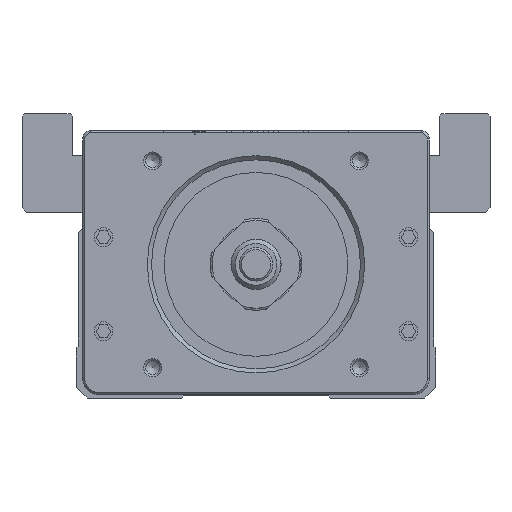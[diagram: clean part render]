
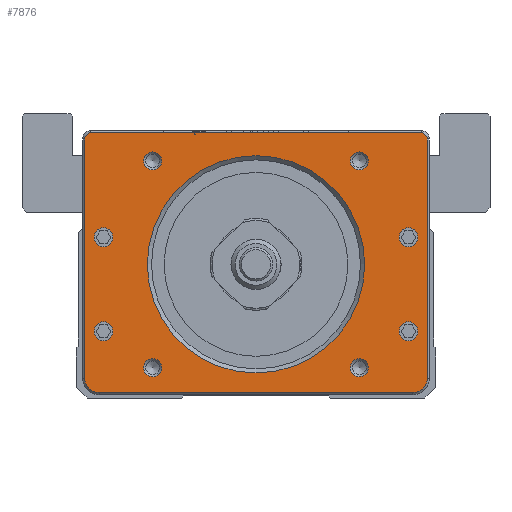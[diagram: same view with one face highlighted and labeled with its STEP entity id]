
A CAD part, front view. The second image highlights one B-rep face of the part: STEP entity #7876.
In plain terms, the highlighted planar face has unit normal (0, -1, 0).
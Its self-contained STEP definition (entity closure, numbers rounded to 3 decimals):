
#854=PLANE('',#25272);
#3681=LINE('',#37849,#5968);
#3682=LINE('',#37854,#5969);
#3683=LINE('',#37858,#5970);
#3684=LINE('',#37862,#5971);
#5968=VECTOR('',#29879,1.);
#5969=VECTOR('',#29882,1.);
#5970=VECTOR('',#29885,1.);
#5971=VECTOR('',#29888,1.);
#7876=ADVANCED_FACE('',(#9146,#9147,#9148,#9149,#9150,#9151,#9152,#9153,
#9154,#9155),#854,.F.);
#9146=FACE_BOUND('',#10497,.T.);
#9147=FACE_BOUND('',#10498,.T.);
#9148=FACE_BOUND('',#10499,.T.);
#9149=FACE_BOUND('',#10500,.T.);
#9150=FACE_BOUND('',#10501,.T.);
#9151=FACE_BOUND('',#10502,.T.);
#9152=FACE_BOUND('',#10503,.T.);
#9153=FACE_BOUND('',#10504,.T.);
#9154=FACE_BOUND('',#10505,.T.);
#9155=FACE_BOUND('',#10506,.T.);
#10497=EDGE_LOOP('',(#14929));
#10498=EDGE_LOOP('',(#14930));
#10499=EDGE_LOOP('',(#14931));
#10500=EDGE_LOOP('',(#14932));
#10501=EDGE_LOOP('',(#14933));
#10502=EDGE_LOOP('',(#14934,#14935,#14936,#14937,#14938,#14939,#14940,#14941));
#10503=EDGE_LOOP('',(#14942));
#10504=EDGE_LOOP('',(#14943));
#10505=EDGE_LOOP('',(#14944));
#10506=EDGE_LOOP('',(#14945));
#14929=ORIENTED_EDGE('',*,*,#22084,.T.);
#14930=ORIENTED_EDGE('',*,*,#22085,.T.);
#14931=ORIENTED_EDGE('',*,*,#22086,.T.);
#14932=ORIENTED_EDGE('',*,*,#22087,.T.);
#14933=ORIENTED_EDGE('',*,*,#22088,.T.);
#14934=ORIENTED_EDGE('',*,*,#22089,.T.);
#14935=ORIENTED_EDGE('',*,*,#22090,.T.);
#14936=ORIENTED_EDGE('',*,*,#22091,.T.);
#14937=ORIENTED_EDGE('',*,*,#22092,.T.);
#14938=ORIENTED_EDGE('',*,*,#22093,.T.);
#14939=ORIENTED_EDGE('',*,*,#22094,.T.);
#14940=ORIENTED_EDGE('',*,*,#22095,.T.);
#14941=ORIENTED_EDGE('',*,*,#22096,.T.);
#14942=ORIENTED_EDGE('',*,*,#22097,.T.);
#14943=ORIENTED_EDGE('',*,*,#22098,.T.);
#14944=ORIENTED_EDGE('',*,*,#22099,.T.);
#14945=ORIENTED_EDGE('',*,*,#22100,.T.);
#19303=VERTEX_POINT('',#37840);
#19304=VERTEX_POINT('',#37842);
#19305=VERTEX_POINT('',#37844);
#19306=VERTEX_POINT('',#37846);
#19307=VERTEX_POINT('',#37848);
#19308=VERTEX_POINT('',#37850);
#19309=VERTEX_POINT('',#37851);
#19310=VERTEX_POINT('',#37853);
#19311=VERTEX_POINT('',#37855);
#19312=VERTEX_POINT('',#37857);
#19313=VERTEX_POINT('',#37859);
#19314=VERTEX_POINT('',#37861);
#19315=VERTEX_POINT('',#37863);
#19316=VERTEX_POINT('',#37866);
#19317=VERTEX_POINT('',#37868);
#19318=VERTEX_POINT('',#37870);
#19319=VERTEX_POINT('',#37872);
#22084=EDGE_CURVE('',#19303,#19303,#23821,.T.);
#22085=EDGE_CURVE('',#19304,#19304,#23822,.T.);
#22086=EDGE_CURVE('',#19305,#19305,#23823,.T.);
#22087=EDGE_CURVE('',#19306,#19306,#23824,.T.);
#22088=EDGE_CURVE('',#19307,#19307,#23825,.T.);
#22089=EDGE_CURVE('',#19308,#19309,#3681,.T.);
#22090=EDGE_CURVE('',#19309,#19310,#23826,.T.);
#22091=EDGE_CURVE('',#19310,#19311,#3682,.T.);
#22092=EDGE_CURVE('',#19311,#19312,#23827,.T.);
#22093=EDGE_CURVE('',#19312,#19313,#3683,.T.);
#22094=EDGE_CURVE('',#19313,#19314,#23828,.T.);
#22095=EDGE_CURVE('',#19314,#19315,#3684,.T.);
#22096=EDGE_CURVE('',#19315,#19308,#23829,.T.);
#22097=EDGE_CURVE('',#19316,#19316,#23830,.T.);
#22098=EDGE_CURVE('',#19317,#19317,#23831,.T.);
#22099=EDGE_CURVE('',#19318,#19318,#23832,.T.);
#22100=EDGE_CURVE('',#19319,#19319,#23833,.T.);
#23821=CIRCLE('',#25259,2.15);
#23822=CIRCLE('',#25260,2.15);
#23823=CIRCLE('',#25261,2.15);
#23824=CIRCLE('',#25262,2.15);
#23825=CIRCLE('',#25263,26.);
#23826=CIRCLE('',#25264,1.5);
#23827=CIRCLE('',#25265,1.5);
#23828=CIRCLE('',#25266,3.5);
#23829=CIRCLE('',#25267,3.5);
#23830=CIRCLE('',#25268,2.25);
#23831=CIRCLE('',#25269,2.25);
#23832=CIRCLE('',#25270,2.25);
#23833=CIRCLE('',#25271,2.25);
#25259=AXIS2_PLACEMENT_3D('',#37839,#29869,#29870);
#25260=AXIS2_PLACEMENT_3D('',#37841,#29871,#29872);
#25261=AXIS2_PLACEMENT_3D('',#37843,#29873,#29874);
#25262=AXIS2_PLACEMENT_3D('',#37845,#29875,#29876);
#25263=AXIS2_PLACEMENT_3D('',#37847,#29877,#29878);
#25264=AXIS2_PLACEMENT_3D('',#37852,#29880,#29881);
#25265=AXIS2_PLACEMENT_3D('',#37856,#29883,#29884);
#25266=AXIS2_PLACEMENT_3D('',#37860,#29886,#29887);
#25267=AXIS2_PLACEMENT_3D('',#37864,#29889,#29890);
#25268=AXIS2_PLACEMENT_3D('',#37865,#29891,#29892);
#25269=AXIS2_PLACEMENT_3D('',#37867,#29893,#29894);
#25270=AXIS2_PLACEMENT_3D('',#37869,#29895,#29896);
#25271=AXIS2_PLACEMENT_3D('',#37871,#29897,#29898);
#25272=AXIS2_PLACEMENT_3D('',#37873,#29899,#29900);
#29869=DIRECTION('',(0.,1.,0.));
#29870=DIRECTION('',(0.,0.,1.));
#29871=DIRECTION('',(0.,1.,0.));
#29872=DIRECTION('',(0.,0.,1.));
#29873=DIRECTION('',(0.,1.,0.));
#29874=DIRECTION('',(0.,0.,1.));
#29875=DIRECTION('',(0.,1.,0.));
#29876=DIRECTION('',(0.,0.,1.));
#29877=DIRECTION('',(0.,1.,0.));
#29878=DIRECTION('',(0.,0.,1.));
#29879=DIRECTION('',(0.,0.,1.));
#29880=DIRECTION('',(0.,-1.,0.));
#29881=DIRECTION('',(0.,0.,1.));
#29882=DIRECTION('',(-1.,0.,0.));
#29883=DIRECTION('',(0.,-1.,0.));
#29884=DIRECTION('',(0.,0.,1.));
#29885=DIRECTION('',(0.,0.,-1.));
#29886=DIRECTION('',(0.,-1.,0.));
#29887=DIRECTION('',(0.,0.,1.));
#29888=DIRECTION('',(1.,0.,0.));
#29889=DIRECTION('',(0.,-1.,0.));
#29890=DIRECTION('',(0.,0.,1.));
#29891=DIRECTION('',(0.,1.,0.));
#29892=DIRECTION('',(0.,0.,1.));
#29893=DIRECTION('',(0.,1.,0.));
#29894=DIRECTION('',(0.,0.,1.));
#29895=DIRECTION('',(0.,1.,0.));
#29896=DIRECTION('',(0.,0.,1.));
#29897=DIRECTION('',(0.,1.,0.));
#29898=DIRECTION('',(0.,0.,1.));
#29899=DIRECTION('',(0.,1.,0.));
#29900=DIRECTION('',(0.,0.,-1.));
#37839=CARTESIAN_POINT('',(-24.749,-236.633,7.251));
#37840=CARTESIAN_POINT('',(-24.749,-236.633,9.401));
#37841=CARTESIAN_POINT('',(24.749,-236.633,56.749));
#37842=CARTESIAN_POINT('',(24.749,-236.633,58.899));
#37843=CARTESIAN_POINT('',(-24.749,-236.633,56.749));
#37844=CARTESIAN_POINT('',(-24.749,-236.633,58.899));
#37845=CARTESIAN_POINT('',(24.749,-236.633,7.251));
#37846=CARTESIAN_POINT('',(24.749,-236.633,9.401));
#37847=CARTESIAN_POINT('',(0.,-236.633,32.));
#37848=CARTESIAN_POINT('',(0.,-236.633,58.));
#37849=CARTESIAN_POINT('',(41.,-236.633,60.));
#37850=CARTESIAN_POINT('',(41.,-236.633,4.8));
#37851=CARTESIAN_POINT('',(41.,-236.633,62.));
#37852=CARTESIAN_POINT('',(39.5,-236.633,62.));
#37853=CARTESIAN_POINT('',(39.5,-236.633,63.5));
#37854=CARTESIAN_POINT('',(39.,-236.633,63.5));
#37855=CARTESIAN_POINT('',(-39.5,-236.633,63.5));
#37856=CARTESIAN_POINT('',(-39.5,-236.633,62.));
#37857=CARTESIAN_POINT('',(-41.,-236.633,62.));
#37858=CARTESIAN_POINT('',(-41.,-236.633,60.));
#37859=CARTESIAN_POINT('',(-41.,-236.633,4.8));
#37860=CARTESIAN_POINT('',(-37.5,-236.633,4.8));
#37861=CARTESIAN_POINT('',(-37.5,-236.633,1.3));
#37862=CARTESIAN_POINT('',(39.,-236.633,1.3));
#37863=CARTESIAN_POINT('',(37.5,-236.633,1.3));
#37864=CARTESIAN_POINT('',(37.5,-236.633,4.8));
#37865=CARTESIAN_POINT('',(-36.5,-236.633,38.5));
#37866=CARTESIAN_POINT('',(-36.5,-236.633,40.75));
#37867=CARTESIAN_POINT('',(-36.5,-236.633,16.));
#37868=CARTESIAN_POINT('',(-36.5,-236.633,18.25));
#37869=CARTESIAN_POINT('',(36.5,-236.633,38.5));
#37870=CARTESIAN_POINT('',(36.5,-236.633,40.75));
#37871=CARTESIAN_POINT('',(36.5,-236.633,16.));
#37872=CARTESIAN_POINT('',(36.5,-236.633,18.25));
#37873=CARTESIAN_POINT('',(39.,-236.633,60.));
